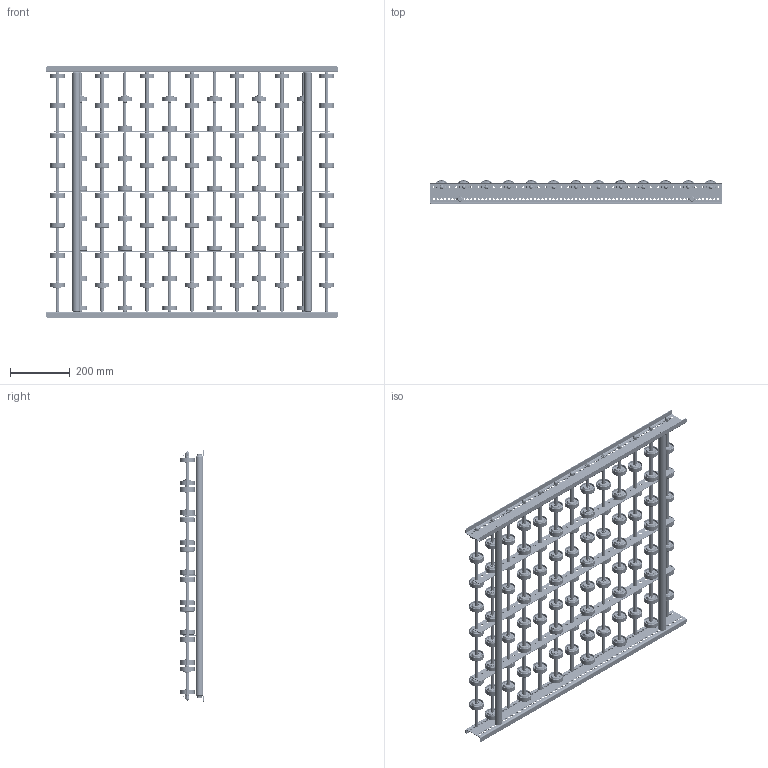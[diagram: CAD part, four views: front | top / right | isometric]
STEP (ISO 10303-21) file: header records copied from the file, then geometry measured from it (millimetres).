
FILE_DESCRIPTION (( 'STEP AP214' ), '1' );
FILE_NAME ('0052394.step', '2021-10-26T13:12:29', ( '' ), ( '' ), 'SwSTEP 2.0', 'SolidWorks 2020', '' );
FILE_SCHEMA (( 'AUTOMOTIVE_DESIGN' ));
Length unit declared in the file: millimetre
Products named in the file (10): 0046278_KB-ROHR-12X1,75mm_KFG_L75; Hutmutter_DIN_1587_M8; Röllchenachse-für-Konfiguration_EL800; Profil_LRB-20x70x20x2_KFG_S100213_U-PROFIL-20-70-20-2-LRB-L=975; S100994_Sperrzahnschraube_M08x16-8.8-A2K; S100100_Längstraverse-42x2,5_S100101_L„ngstraverse-RB-L975; S106837_Gewindestange-M8-KFG_L820; 0011532_2300-48-8; Traversen_KFG_L800; 0052394
Assembly tree (67 placements, depth 3):
  0052394
    Profil_LRB-20x70x20x2_KFG_S100213_U-PROFIL-20-70-20-2-LRB-L=975  x2
    S100994_Sperrzahnschraube_M08x16-8.8-A2K  x4
    Traversen_KFG_L800  x2
    Röllchenachse-für-Konfiguration_EL800  x13
      S106837_Gewindestange-M8-KFG_L820
      0011532_2300-48-8
      0046278_KB-ROHR-12X1,75mm_KFG_L75
    S100100_Längstraverse-42x2,5_S100101_L„ngstraverse-RB-L975  x3
    Hutmutter_DIN_1587_M8  x26
Bounding box: 975 x 78.99 x 840 mm (x, y, z)
Volume: 3752312.6 mm3; surface area: 2708506.4 mm2
Topology: 262 solids, 262 shells, 9780 faces, 20632 edges, 12276 vertices
Faces by surface type: torus 3344, cylinder 3324, plane 1724, cone 1362, bspline 26
Entity records: 21240 total; most frequent: DIRECTION 3837, CARTESIAN_POINT 3701, ORIENTED_EDGE 3180, AXIS2_PLACEMENT_3D 1662, EDGE_CURVE 1590, VERTEX_POINT 1030, EDGE_LOOP 1000, CIRCLE 997
